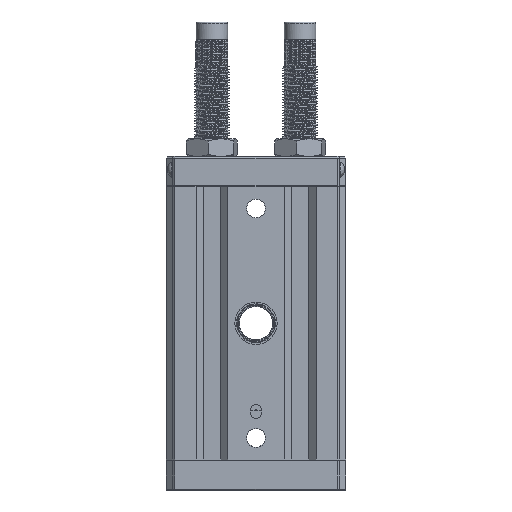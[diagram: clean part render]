
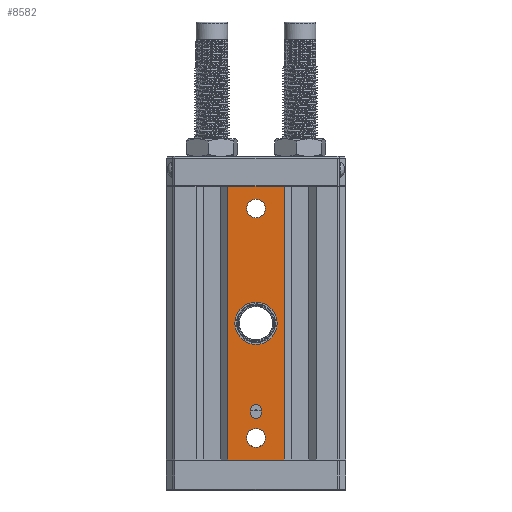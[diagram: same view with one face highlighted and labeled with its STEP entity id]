
A CAD part, front view. The second image highlights one B-rep face of the part: STEP entity #8582.
In plain terms, the highlighted planar face has unit normal (0, -1, 0).
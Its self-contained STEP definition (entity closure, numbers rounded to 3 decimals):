
#241 = ORIENTED_EDGE ( 'NONE', *, *, #27090, .T. ) ;
#2366 = VECTOR ( 'NONE', #160882, 1000. ) ;
#2479 = AXIS2_PLACEMENT_3D ( 'NONE', #61785, #153886, #75032 ) ;
#3319 = EDGE_LOOP ( 'NONE', ( #45449, #241 ) ) ;
#3720 = EDGE_CURVE ( 'NONE', #6882, #5525, #64801, .T. ) ;
#3785 = CARTESIAN_POINT ( 'NONE',  ( -1., -1757.32, 101.64 ) ) ;
#4081 = VERTEX_POINT ( 'NONE', #38224 ) ;
#5525 = VERTEX_POINT ( 'NONE', #79263 ) ;
#5704 = EDGE_LOOP ( 'NONE', ( #151146, #75131 ) ) ;
#6222 = CARTESIAN_POINT ( 'NONE',  ( -14., -1757.32, 75.14 ) ) ;
#6882 = VERTEX_POINT ( 'NONE', #111901 ) ;
#8582 = ADVANCED_FACE ( 'NONE', ( #60346, #21269, #134515, #91259, #87150 ), #106235, .F. ) ;
#8985 = VERTEX_POINT ( 'NONE', #121750 ) ;
#9895 = EDGE_CURVE ( 'NONE', #144008, #8985, #14988, .T. ) ;
#10989 = CARTESIAN_POINT ( 'NONE',  ( 18., -1757.32, 230.14 ) ) ;
#12491 = CARTESIAN_POINT ( 'NONE',  ( 2., -1757.32, 212.34 ) ) ;
#13814 = VECTOR ( 'NONE', #60241, 1000. ) ;
#14522 = DIRECTION ( 'NONE',  ( 0., 1., 0. ) ) ;
#14988 = CIRCLE ( 'NONE', #2479, 3. ) ;
#15101 = EDGE_CURVE ( 'NONE', #141196, #116814, #105491, .T. ) ;
#17034 = CIRCLE ( 'NONE', #114138, 5.3 ) ;
#17899 = EDGE_CURVE ( 'NONE', #51120, #29129, #80541, .T. ) ;
#19578 = CARTESIAN_POINT ( 'NONE',  ( 2., -1757.32, 217.64 ) ) ;
#19987 = EDGE_CURVE ( 'NONE', #148872, #86786, #17034, .T. ) ;
#21269 = FACE_BOUND ( 'NONE', #5704, .T. ) ;
#23552 = AXIS2_PLACEMENT_3D ( 'NONE', #19578, #111637, #32814 ) ;
#25367 = ORIENTED_EDGE ( 'NONE', *, *, #39162, .F. ) ;
#27090 = EDGE_CURVE ( 'NONE', #4081, #159704, #66226, .T. ) ;
#29129 = VERTEX_POINT ( 'NONE', #132270 ) ;
#31098 = CARTESIAN_POINT ( 'NONE',  ( 2., -1757.32, 222.94 ) ) ;
#31708 = EDGE_CURVE ( 'NONE', #29129, #51120, #57644, .T. ) ;
#32223 = CARTESIAN_POINT ( 'NONE',  ( 2., -1757.32, 82.34 ) ) ;
#32413 = CIRCLE ( 'NONE', #95927, 3. ) ;
#32814 = DIRECTION ( 'NONE',  ( 0., 0., -1. ) ) ;
#36496 = DIRECTION ( 'NONE',  ( 0., -1., 0. ) ) ;
#36742 = ORIENTED_EDGE ( 'NONE', *, *, #131903, .F. ) ;
#38224 = CARTESIAN_POINT ( 'NONE',  ( 2., -1757.32, 140.64 ) ) ;
#39162 = EDGE_CURVE ( 'NONE', #8985, #6882, #32413, .T. ) ;
#39624 = VECTOR ( 'NONE', #110318, 1000. ) ;
#42248 = CARTESIAN_POINT ( 'NONE',  ( 2., -1757.32, 101.64 ) ) ;
#44578 = ORIENTED_EDGE ( 'NONE', *, *, #9895, .F. ) ;
#45288 = CARTESIAN_POINT ( 'NONE',  ( -14., -1757.32, 230.14 ) ) ;
#45449 = ORIENTED_EDGE ( 'NONE', *, *, #143734, .T. ) ;
#48721 = CARTESIAN_POINT ( 'NONE',  ( 2., -1757.32, 103.64 ) ) ;
#50868 = EDGE_LOOP ( 'NONE', ( #167181, #168136, #118765, #161681 ) ) ;
#50933 = ORIENTED_EDGE ( 'NONE', *, *, #19987, .F. ) ;
#51120 = VERTEX_POINT ( 'NONE', #32223 ) ;
#52911 = LINE ( 'NONE', #152356, #13814 ) ;
#54623 = CARTESIAN_POINT ( 'NONE',  ( -1., -1757.32, 103.64 ) ) ;
#55460 = DIRECTION ( 'NONE',  ( 0., 0., -1. ) ) ;
#57644 = CIRCLE ( 'NONE', #74784, 5.3 ) ;
#60241 = DIRECTION ( 'NONE',  ( 0., 0., -1. ) ) ;
#60346 = FACE_BOUND ( 'NONE', #165877, .T. ) ;
#61724 = VERTEX_POINT ( 'NONE', #81976 ) ;
#61785 = CARTESIAN_POINT ( 'NONE',  ( 2., -1757.32, 101.64 ) ) ;
#61808 = CARTESIAN_POINT ( 'NONE',  ( 5., -1757.32, 103.64 ) ) ;
#61914 = DIRECTION ( 'NONE',  ( 0., 0., -1. ) ) ;
#64801 = LINE ( 'NONE', #61808, #95699 ) ;
#66069 = LINE ( 'NONE', #114440, #92848 ) ;
#66226 = CIRCLE ( 'NONE', #152938, 12. ) ;
#67062 = CARTESIAN_POINT ( 'NONE',  ( -14., -1757.32, 230.14 ) ) ;
#69329 = DIRECTION ( 'NONE',  ( 0., 1., 0. ) ) ;
#71394 = DIRECTION ( 'NONE',  ( 0., -1., 0. ) ) ;
#71573 = DIRECTION ( 'NONE',  ( 0., -1., 0. ) ) ;
#71756 = ORIENTED_EDGE ( 'NONE', *, *, #3720, .F. ) ;
#72097 = AXIS2_PLACEMENT_3D ( 'NONE', #48721, #140776, #61914 ) ;
#74784 = AXIS2_PLACEMENT_3D ( 'NONE', #150250, #71394, #163503 ) ;
#75032 = DIRECTION ( 'NONE',  ( 0., 0., -1. ) ) ;
#75131 = ORIENTED_EDGE ( 'NONE', *, *, #31708, .F. ) ;
#79263 = CARTESIAN_POINT ( 'NONE',  ( 5., -1757.32, 103.64 ) ) ;
#80334 = DIRECTION ( 'NONE',  ( 0., 0., 1. ) ) ;
#80541 = CIRCLE ( 'NONE', #103076, 5.3 ) ;
#81976 = CARTESIAN_POINT ( 'NONE',  ( 18., -1757.32, 75.14 ) ) ;
#86786 = VERTEX_POINT ( 'NONE', #12491 ) ;
#87150 = FACE_OUTER_BOUND ( 'NONE', #50868, .T. ) ;
#88575 = EDGE_CURVE ( 'NONE', #106205, #144008, #167346, .T. ) ;
#91259 = FACE_BOUND ( 'NONE', #3319, .T. ) ;
#91972 = EDGE_CURVE ( 'NONE', #133433, #61724, #103291, .T. ) ;
#92848 = VECTOR ( 'NONE', #128261, 1000. ) ;
#93167 = VECTOR ( 'NONE', #120271, 1000. ) ;
#93323 = CARTESIAN_POINT ( 'NONE',  ( 2., -1757.32, 152.64 ) ) ;
#93461 = EDGE_CURVE ( 'NONE', #116814, #61724, #66069, .T. ) ;
#93866 = CIRCLE ( 'NONE', #72097, 3. ) ;
#95699 = VECTOR ( 'NONE', #154485, 1000. ) ;
#95927 = AXIS2_PLACEMENT_3D ( 'NONE', #42248, #134323, #55460 ) ;
#103076 = AXIS2_PLACEMENT_3D ( 'NONE', #115314, #36496, #128549 ) ;
#103291 = LINE ( 'NONE', #134400, #2366 ) ;
#104914 = CARTESIAN_POINT ( 'NONE',  ( -1., -1757.32, 103.64 ) ) ;
#105491 = LINE ( 'NONE', #45288, #39624 ) ;
#106205 = VERTEX_POINT ( 'NONE', #104914 ) ;
#106235 = PLANE ( 'NONE',  #159024 ) ;
#106556 = DIRECTION ( 'NONE',  ( 0., 0., 1. ) ) ;
#107423 = CIRCLE ( 'NONE', #136389, 12. ) ;
#109083 = EDGE_CURVE ( 'NONE', #141196, #133433, #52911, .T. ) ;
#110318 = DIRECTION ( 'NONE',  ( 1., 0., 0. ) ) ;
#111637 = DIRECTION ( 'NONE',  ( 0., -1., 0. ) ) ;
#111901 = CARTESIAN_POINT ( 'NONE',  ( 5., -1757.32, 101.64 ) ) ;
#114138 = AXIS2_PLACEMENT_3D ( 'NONE', #150424, #71573, #163676 ) ;
#114440 = CARTESIAN_POINT ( 'NONE',  ( 18., -1757.32, 230.14 ) ) ;
#115314 = CARTESIAN_POINT ( 'NONE',  ( 2., -1757.32, 87.64 ) ) ;
#116814 = VERTEX_POINT ( 'NONE', #10989 ) ;
#118765 = ORIENTED_EDGE ( 'NONE', *, *, #15101, .F. ) ;
#120271 = DIRECTION ( 'NONE',  ( 0., 0., -1. ) ) ;
#121750 = CARTESIAN_POINT ( 'NONE',  ( 2., -1757.32, 98.64 ) ) ;
#125519 = ORIENTED_EDGE ( 'NONE', *, *, #88575, .F. ) ;
#125957 = CARTESIAN_POINT ( 'NONE',  ( 2., -1757.32, 164.64 ) ) ;
#126284 = EDGE_LOOP ( 'NONE', ( #139121, #50933 ) ) ;
#127639 = EDGE_CURVE ( 'NONE', #86786, #148872, #139441, .T. ) ;
#128261 = DIRECTION ( 'NONE',  ( 0., 0., -1. ) ) ;
#128549 = DIRECTION ( 'NONE',  ( 0., 0., -1. ) ) ;
#131903 = EDGE_CURVE ( 'NONE', #5525, #106205, #93866, .T. ) ;
#132270 = CARTESIAN_POINT ( 'NONE',  ( 2., -1757.32, 92.94 ) ) ;
#132686 = CARTESIAN_POINT ( 'NONE',  ( -14., -1757.32, 230.14 ) ) ;
#133433 = VERTEX_POINT ( 'NONE', #6222 ) ;
#134323 = DIRECTION ( 'NONE',  ( 0., -1., 0. ) ) ;
#134400 = CARTESIAN_POINT ( 'NONE',  ( -14., -1757.32, 75.14 ) ) ;
#134515 = FACE_BOUND ( 'NONE', #126284, .T. ) ;
#136389 = AXIS2_PLACEMENT_3D ( 'NONE', #148188, #69329, #161438 ) ;
#139121 = ORIENTED_EDGE ( 'NONE', *, *, #127639, .F. ) ;
#139441 = CIRCLE ( 'NONE', #23552, 5.3 ) ;
#140776 = DIRECTION ( 'NONE',  ( 0., -1., 0. ) ) ;
#141196 = VERTEX_POINT ( 'NONE', #132686 ) ;
#143734 = EDGE_CURVE ( 'NONE', #159704, #4081, #107423, .T. ) ;
#144008 = VERTEX_POINT ( 'NONE', #3785 ) ;
#148188 = CARTESIAN_POINT ( 'NONE',  ( 2., -1757.32, 152.64 ) ) ;
#148872 = VERTEX_POINT ( 'NONE', #31098 ) ;
#150250 = CARTESIAN_POINT ( 'NONE',  ( 2., -1757.32, 87.64 ) ) ;
#150424 = CARTESIAN_POINT ( 'NONE',  ( 2., -1757.32, 217.64 ) ) ;
#151146 = ORIENTED_EDGE ( 'NONE', *, *, #17899, .F. ) ;
#152356 = CARTESIAN_POINT ( 'NONE',  ( -14., -1757.32, 230.14 ) ) ;
#152938 = AXIS2_PLACEMENT_3D ( 'NONE', #93323, #14522, #106556 ) ;
#153886 = DIRECTION ( 'NONE',  ( 0., -1., 0. ) ) ;
#154485 = DIRECTION ( 'NONE',  ( 0., 0., 1. ) ) ;
#159024 = AXIS2_PLACEMENT_3D ( 'NONE', #67062, #159188, #80334 ) ;
#159188 = DIRECTION ( 'NONE',  ( 0., 1., 0. ) ) ;
#159704 = VERTEX_POINT ( 'NONE', #125957 ) ;
#160882 = DIRECTION ( 'NONE',  ( 1., 0., 0. ) ) ;
#161438 = DIRECTION ( 'NONE',  ( 0., 0., 1. ) ) ;
#161681 = ORIENTED_EDGE ( 'NONE', *, *, #109083, .T. ) ;
#163503 = DIRECTION ( 'NONE',  ( 0., 0., -1. ) ) ;
#163676 = DIRECTION ( 'NONE',  ( 0., 0., -1. ) ) ;
#165877 = EDGE_LOOP ( 'NONE', ( #125519, #36742, #71756, #25367, #44578 ) ) ;
#167181 = ORIENTED_EDGE ( 'NONE', *, *, #91972, .T. ) ;
#167346 = LINE ( 'NONE', #54623, #93167 ) ;
#168136 = ORIENTED_EDGE ( 'NONE', *, *, #93461, .F. ) ;
